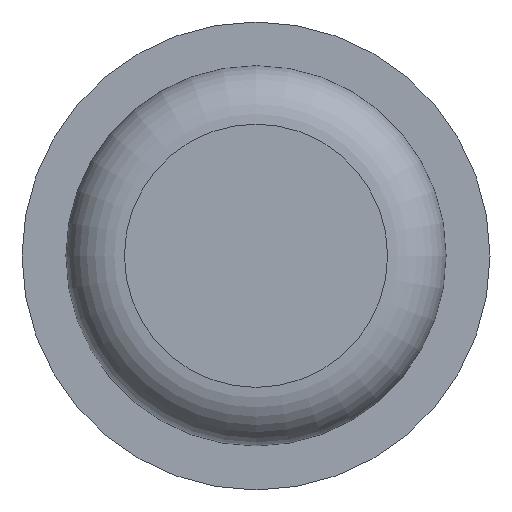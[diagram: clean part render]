
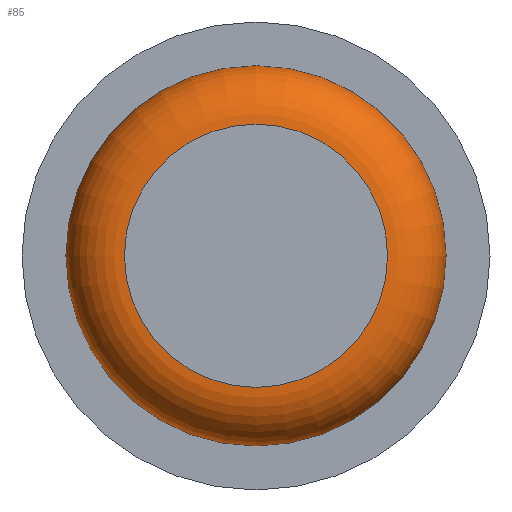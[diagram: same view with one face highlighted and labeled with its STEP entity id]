
A CAD part, top view. The second image highlights one B-rep face of the part: STEP entity #85.
In plain terms, the highlighted toroidal (fillet/blend) face has major radius 2.25 mm and minor radius 1 mm.
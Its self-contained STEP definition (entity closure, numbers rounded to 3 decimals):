
#26=FACE_OUTER_BOUND('',#33,.T.);
#33=EDGE_LOOP('',(#68,#69,#70,#71));
#43=CIRCLE('',#110,2.25);
#44=CIRCLE('',#111,1.);
#45=CIRCLE('',#112,3.25);
#50=VERTEX_POINT('',#161);
#51=VERTEX_POINT('',#163);
#57=EDGE_CURVE('',#50,#50,#43,.T.);
#58=EDGE_CURVE('',#50,#51,#44,.T.);
#59=EDGE_CURVE('',#51,#51,#45,.T.);
#68=ORIENTED_EDGE('',*,*,#57,.T.);
#69=ORIENTED_EDGE('',*,*,#58,.T.);
#70=ORIENTED_EDGE('',*,*,#59,.F.);
#71=ORIENTED_EDGE('',*,*,#58,.F.);
#82=TOROIDAL_SURFACE('',#109,2.25,1.);
#85=ADVANCED_FACE('',(#26),#82,.T.);
#109=AXIS2_PLACEMENT_3D('',#160,#131,#132);
#110=AXIS2_PLACEMENT_3D('',#162,#133,#134);
#111=AXIS2_PLACEMENT_3D('',#164,#135,#136);
#112=AXIS2_PLACEMENT_3D('',#165,#137,#138);
#131=DIRECTION('center_axis',(0.,0.,1.));
#132=DIRECTION('ref_axis',(1.,0.,0.));
#133=DIRECTION('center_axis',(0.,0.,-1.));
#134=DIRECTION('ref_axis',(-1.,0.,0.));
#135=DIRECTION('center_axis',(0.,-1.,0.));
#136=DIRECTION('ref_axis',(-1.,0.,0.));
#137=DIRECTION('center_axis',(0.,0.,-1.));
#138=DIRECTION('ref_axis',(1.,0.,0.));
#160=CARTESIAN_POINT('Origin',(-15.,303.,2.4));
#161=CARTESIAN_POINT('',(-17.25,303.,3.4));
#162=CARTESIAN_POINT('Origin',(-15.,303.,3.4));
#163=CARTESIAN_POINT('',(-18.25,303.,2.4));
#164=CARTESIAN_POINT('Origin',(-17.25,303.,2.4));
#165=CARTESIAN_POINT('Origin',(-15.,303.,2.4));
